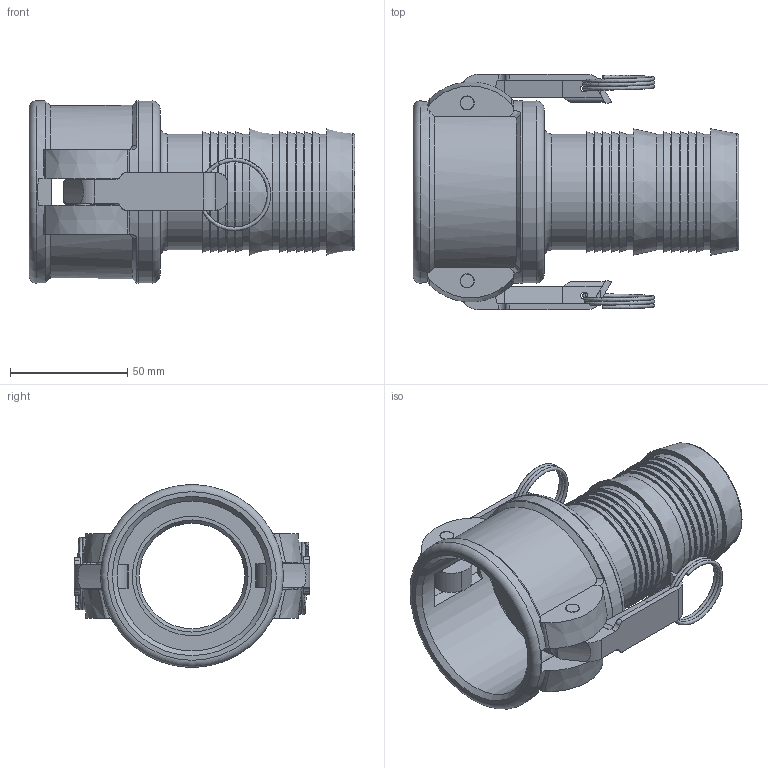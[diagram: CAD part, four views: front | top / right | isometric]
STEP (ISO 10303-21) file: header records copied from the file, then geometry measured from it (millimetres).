
FILE_DESCRIPTION(/* description */ (''),/* implementation_level */ '2;1');
FILE_NAME(/* name */ 'mst_50-n.stp',/* time_stamp */ '2020-04-22T08:06:14+02:00',/* author */ ('meier'),/* organization */ (''),/* preprocessor_version */ 'ST-DEVELOPER v17',/* originating_system */ 'Autodesk Inventor 2018',/* authorisation */ '0 mm^3');
FILE_SCHEMA (('AUTOMOTIVE_DESIGN { 1 0 10303 214 3 1 1 }'));
Length unit declared in the file: millimetre
Products named in the file (1): ENG-002986_Shrinkwrap_1
Bounding box: 139 x 100.59 x 78 mm (x, y, z)
Volume: 148649.5 mm3; surface area: 69244.4 mm2
Topology: 1 solids, 1 shells, 222 faces, 630 edges, 428 vertices
Faces by surface type: plane 105, cylinder 68, cone 27, bspline 18, torus 4
Full cylindrical faces by diameter (mm): 6 x8, 45 x1, 49.5 x12, 51 x1, 64 x1, 77.5 x1, 78 x2
Entity records: 10561 total; most frequent: CARTESIAN_POINT 4478, ORIENTED_EDGE 1260, DIRECTION 1168, EDGE_CURVE 630, AXIS2_PLACEMENT_3D 457, VERTEX_POINT 428, EDGE_LOOP 258, LINE 254
